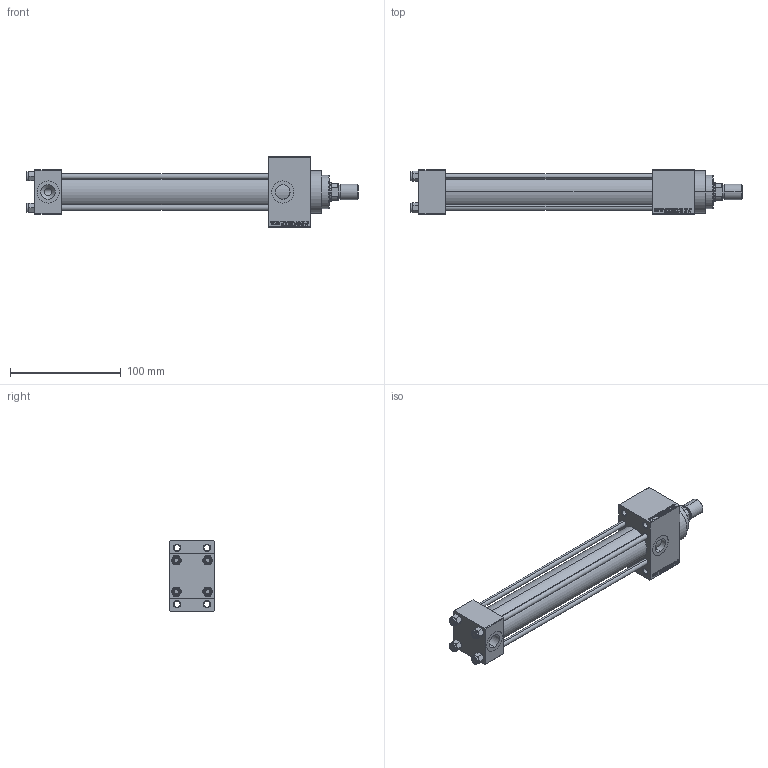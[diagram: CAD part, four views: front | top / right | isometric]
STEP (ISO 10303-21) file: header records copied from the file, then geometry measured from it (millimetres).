
FILE_DESCRIPTION (( 'STEP AP203' ), '1' );
FILE_NAME ('159e.STEP', '2025-05-26T14:39:17', ( '' ), ( '' ), 'SwSTEP 2.0', 'SolidWorks 2019', '' );
FILE_SCHEMA (( 'CONFIG_CONTROL_DESIGN' ));
Length unit declared in the file: millimetre
Products named in the file (7): V215CR_VCP_D 0667280c71991e8725a150b1d8191dd6; ROD_END_AH 0667280c71991e8725a150b1d8191dd6; V215CR_D_TYCINKA 0667280c71991e8725a150b1d8191dd6; 159e; V215_VC_A 0667280c71991e8725a150b1d8191dd6; V215CR_D_Body 0667280c71991e8725a150b1d8191dd6; NUT_M5_D 0667280c71991e8725a150b1d8191dd6
Assembly tree (12 placements, depth 2):
  159e
    V215CR_D_Body 0667280c71991e8725a150b1d8191dd6
    V215CR_VCP_D 0667280c71991e8725a150b1d8191dd6
    NUT_M5_D 0667280c71991e8725a150b1d8191dd6  x4
    V215CR_D_TYCINKA 0667280c71991e8725a150b1d8191dd6  x4
    V215_VC_A 0667280c71991e8725a150b1d8191dd6
    ROD_END_AH 0667280c71991e8725a150b1d8191dd6
Bounding box: 300 x 40 x 64 mm (x, y, z)
Volume: 267031.8 mm3; surface area: 106681.7 mm2
Topology: 12 solids, 12 shells, 1114 faces, 2764 edges, 1787 vertices
Faces by surface type: plane 499, bspline 368, cone 146, cylinder 91, torus 10
Entity records: 47515 total; most frequent: CARTESIAN_POINT 25077, ORIENTED_EDGE 5020, DIRECTION 3244, EDGE_CURVE 2510, VERTEX_POINT 1643, LINE 1508, VECTOR 1508, EDGE_LOOP 1127
